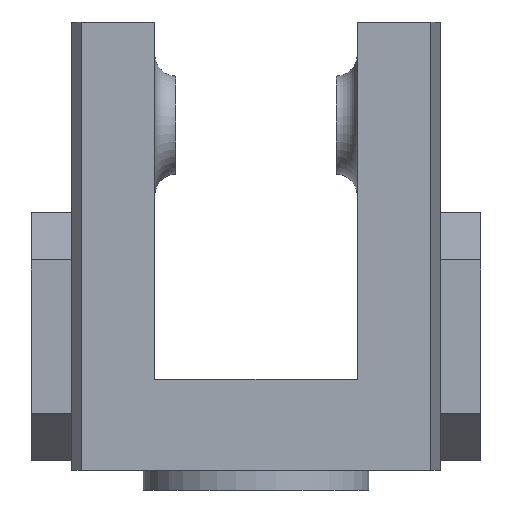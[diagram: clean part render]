
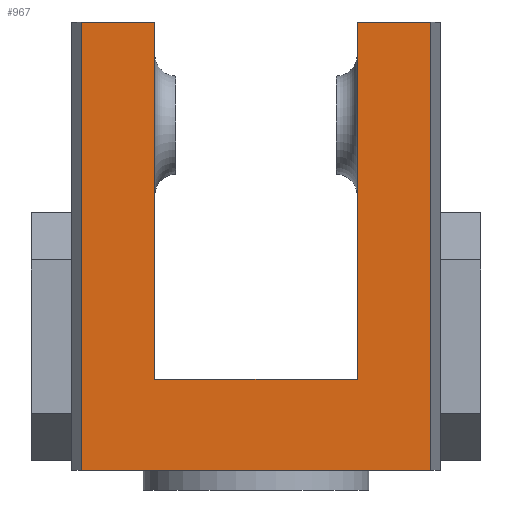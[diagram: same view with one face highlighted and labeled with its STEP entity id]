
A CAD part, front view. The second image highlights one B-rep face of the part: STEP entity #967.
In plain terms, the highlighted planar face has unit normal (0, -1, 0).
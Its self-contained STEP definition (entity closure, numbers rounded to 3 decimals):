
#102=FACE_OUTER_BOUND('',#168,.T.);
#168=EDGE_LOOP('',(#846,#847,#848,#849,#850,#851,#852,#853));
#210=LINE('',#1396,#323);
#217=LINE('',#1409,#330);
#232=LINE('',#1443,#345);
#246=LINE('',#1470,#359);
#261=LINE('',#1501,#374);
#262=LINE('',#1506,#375);
#280=LINE('',#1555,#393);
#283=LINE('',#1571,#396);
#323=VECTOR('',#1133,10.);
#330=VECTOR('',#1142,10.);
#345=VECTOR('',#1165,10.);
#359=VECTOR('',#1185,10.);
#374=VECTOR('',#1216,10.);
#375=VECTOR('',#1221,10.);
#393=VECTOR('',#1277,10.);
#396=VECTOR('',#1300,10.);
#427=VERTEX_POINT('',#1393);
#428=VERTEX_POINT('',#1395);
#433=VERTEX_POINT('',#1407);
#447=VERTEX_POINT('',#1440);
#448=VERTEX_POINT('',#1442);
#458=VERTEX_POINT('',#1468);
#466=VERTEX_POINT('',#1498);
#468=VERTEX_POINT('',#1505);
#526=EDGE_CURVE('',#427,#428,#210,.T.);
#533=EDGE_CURVE('',#433,#427,#217,.T.);
#549=EDGE_CURVE('',#447,#448,#232,.T.);
#563=EDGE_CURVE('',#458,#447,#246,.T.);
#578=EDGE_CURVE('',#466,#448,#261,.T.);
#580=EDGE_CURVE('',#466,#468,#262,.T.);
#604=EDGE_CURVE('',#468,#433,#280,.T.);
#611=EDGE_CURVE('',#428,#458,#283,.T.);
#846=ORIENTED_EDGE('',*,*,#526,.F.);
#847=ORIENTED_EDGE('',*,*,#533,.F.);
#848=ORIENTED_EDGE('',*,*,#604,.F.);
#849=ORIENTED_EDGE('',*,*,#580,.F.);
#850=ORIENTED_EDGE('',*,*,#578,.T.);
#851=ORIENTED_EDGE('',*,*,#549,.F.);
#852=ORIENTED_EDGE('',*,*,#563,.F.);
#853=ORIENTED_EDGE('',*,*,#611,.F.);
#914=PLANE('',#1050);
#967=ADVANCED_FACE('',(#102),#914,.T.);
#1050=AXIS2_PLACEMENT_3D('',#1570,#1298,#1299);
#1133=DIRECTION('',(0.,0.,-1.));
#1142=DIRECTION('',(1.,0.,0.));
#1165=DIRECTION('',(1.,0.,0.));
#1185=DIRECTION('',(0.,0.,1.));
#1216=DIRECTION('',(0.,0.,1.));
#1221=DIRECTION('',(1.,0.,0.));
#1277=DIRECTION('',(0.,0.,1.));
#1298=DIRECTION('center_axis',(0.,-1.,0.));
#1299=DIRECTION('ref_axis',(1.,0.,0.));
#1300=DIRECTION('',(-1.,0.,0.));
#1393=CARTESIAN_POINT('',(9.25,-9.75,23.71));
#1395=CARTESIAN_POINT('',(9.25,-9.75,0.));
#1396=CARTESIAN_POINT('',(9.25,-9.75,0.));
#1407=CARTESIAN_POINT('',(5.35,-9.75,23.71));
#1409=CARTESIAN_POINT('',(5.35,-9.75,23.71));
#1440=CARTESIAN_POINT('',(-9.25,-9.75,23.71));
#1442=CARTESIAN_POINT('',(-5.35,-9.75,23.71));
#1443=CARTESIAN_POINT('',(-5.35,-9.75,23.71));
#1468=CARTESIAN_POINT('',(-9.25,-9.75,0.));
#1470=CARTESIAN_POINT('',(-9.25,-9.75,0.));
#1498=CARTESIAN_POINT('',(-5.35,-9.75,4.81));
#1501=CARTESIAN_POINT('',(-5.35,-9.75,4.81));
#1505=CARTESIAN_POINT('',(5.35,-9.75,4.81));
#1506=CARTESIAN_POINT('',(9.75,-9.75,4.81));
#1555=CARTESIAN_POINT('',(5.35,-9.75,4.81));
#1570=CARTESIAN_POINT('Origin',(-9.75,-9.75,0.));
#1571=CARTESIAN_POINT('',(9.75,-9.75,0.));
